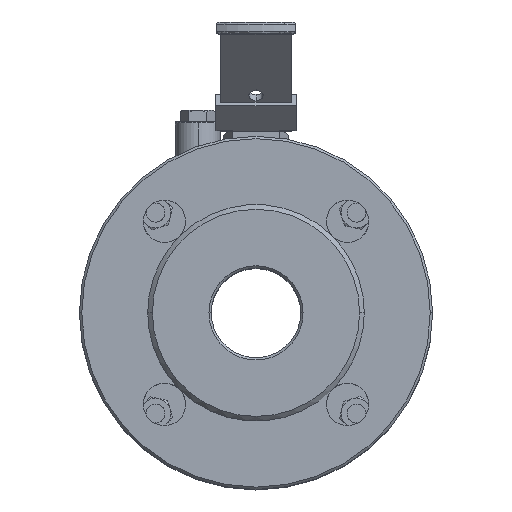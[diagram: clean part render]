
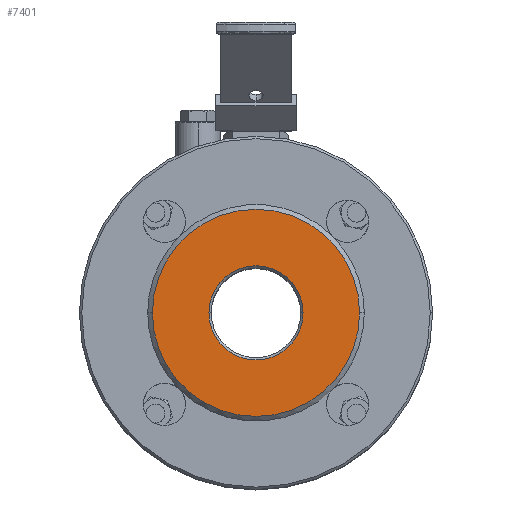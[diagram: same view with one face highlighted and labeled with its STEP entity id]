
A CAD part, top view. The second image highlights one B-rep face of the part: STEP entity #7401.
In plain terms, the highlighted face is planar.
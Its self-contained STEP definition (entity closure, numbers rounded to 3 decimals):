
#1311 = CARTESIAN_POINT ( 'NONE',  ( 0., 0., 0. ) ) ;
#1312 = DIRECTION ( 'NONE',  ( -1., 0., 0. ) ) ;
#1313 = DIRECTION ( 'NONE',  ( 0., 0., 1. ) ) ;
#1314 = CARTESIAN_POINT ( 'NONE',  ( 0., 0., 0. ) ) ;
#1315 = DIRECTION ( 'NONE',  ( 1., 0., 0. ) ) ;
#1316 = DIRECTION ( 'NONE',  ( 0., 0., 1. ) ) ;
#2387 = VERTEX_POINT ( 'NONE', #5601 ) ;
#2391 = VERTEX_POINT ( 'NONE', #5603 ) ;
#5159 = AXIS2_PLACEMENT_3D ( 'NONE', #9914, #9915, #9916 ) ;
#5164 = AXIS2_PLACEMENT_3D ( 'NONE', #9937, #9938, #9939 ) ;
#5601 = CARTESIAN_POINT ( 'NONE',  ( 0., 0., 20. ) ) ;
#5603 = CARTESIAN_POINT ( 'NONE',  ( 0., 0., -20. ) ) ;
#5761 = CIRCLE ( 'NONE', #5159, 20. ) ;
#5775 = CIRCLE ( 'NONE', #5164, 44. ) ;
#6757 = ORIENTED_EDGE ( 'NONE', *, *, #7844, .T. ) ;
#6758 = ORIENTED_EDGE ( 'NONE', *, *, #16068, .T. ) ;
#6759 = ORIENTED_EDGE ( 'NONE', *, *, #16060, .T. ) ;
#6760 = ORIENTED_EDGE ( 'NONE', *, *, #7845, .T. ) ;
#7243 = CARTESIAN_POINT ( 'NONE',  ( 0., 0., 44. ) ) ;
#7401 = ADVANCED_FACE ( 'NONE', ( #9094, #9088 ), #14745, .T. ) ;
#7844 = EDGE_CURVE ( 'NONE', #12094, #8446, #9336, .T. ) ;
#7845 = EDGE_CURVE ( 'NONE', #2391, #2387, #9337, .T. ) ;
#8446 = VERTEX_POINT ( 'NONE', #7243 ) ;
#8532 = CARTESIAN_POINT ( 'NONE',  ( 0., 0., -44. ) ) ;
#9088 = FACE_BOUND ( 'NONE', #13108, .T. ) ;
#9094 = FACE_OUTER_BOUND ( 'NONE', #13105, .T. ) ;
#9336 = CIRCLE ( 'NONE', #10789, 44. ) ;
#9337 = CIRCLE ( 'NONE', #10790, 20. ) ;
#9914 = CARTESIAN_POINT ( 'NONE',  ( 0., 0., 0. ) ) ;
#9915 = DIRECTION ( 'NONE',  ( 1., 0., 0. ) ) ;
#9916 = DIRECTION ( 'NONE',  ( 0., 0., 1. ) ) ;
#9937 = CARTESIAN_POINT ( 'NONE',  ( 0., 0., 0. ) ) ;
#9938 = DIRECTION ( 'NONE',  ( -1., 0., 0. ) ) ;
#9939 = DIRECTION ( 'NONE',  ( 0., 0., 1. ) ) ;
#10670 = AXIS2_PLACEMENT_3D ( 'NONE', #14746, #14747, #14748 ) ;
#10789 = AXIS2_PLACEMENT_3D ( 'NONE', #1311, #1312, #1313 ) ;
#10790 = AXIS2_PLACEMENT_3D ( 'NONE', #1314, #1315, #1316 ) ;
#12094 = VERTEX_POINT ( 'NONE', #8532 ) ;
#13105 = EDGE_LOOP ( 'NONE', ( #6757, #6758 ) ) ;
#13108 = EDGE_LOOP ( 'NONE', ( #6759, #6760 ) ) ;
#14745 = PLANE ( 'NONE',  #10670 ) ;
#14746 = CARTESIAN_POINT ( 'NONE',  ( 0., 46., 0. ) ) ;
#14747 = DIRECTION ( 'NONE',  ( -1., 0., 0. ) ) ;
#14748 = DIRECTION ( 'NONE',  ( 0., 0., 1. ) ) ;
#16060 = EDGE_CURVE ( 'NONE', #2387, #2391, #5761, .T. ) ;
#16068 = EDGE_CURVE ( 'NONE', #8446, #12094, #5775, .T. ) ;
